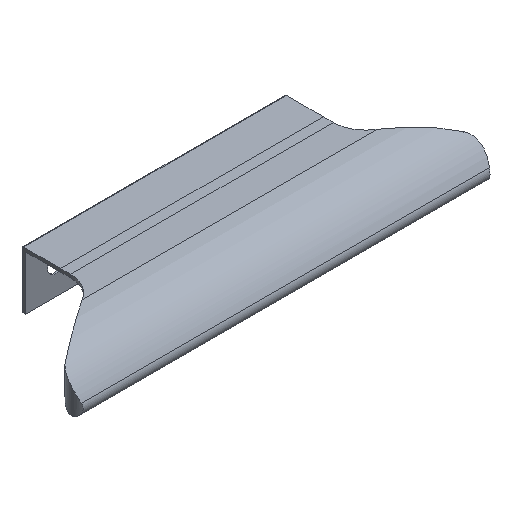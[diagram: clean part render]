
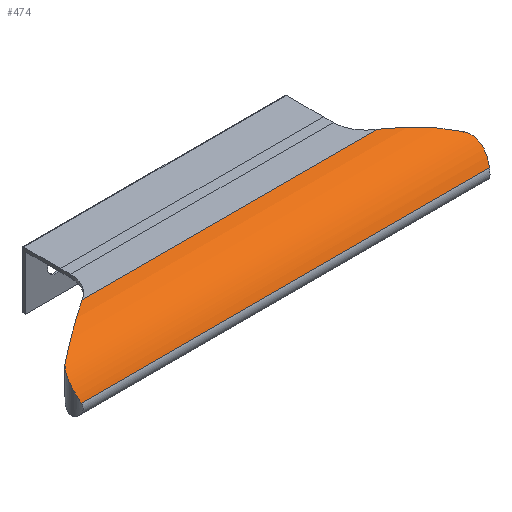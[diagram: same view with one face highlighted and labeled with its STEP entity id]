
A CAD part, isometric view. The second image highlights one B-rep face of the part: STEP entity #474.
In plain terms, the highlighted cylindrical face has radius 19.893 mm (diameter 39.786 mm), a partial arc.
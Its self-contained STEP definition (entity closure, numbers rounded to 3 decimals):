
#19=B_SPLINE_CURVE_WITH_KNOTS('',3,(#825,#826,#827,#828,#829,#830,#831,
#832,#833,#834,#835,#836,#837,#838,#839,#840,#841,#842,#843,#844,#845,#846),
 .UNSPECIFIED.,.F.,.F.,(4,2,2,2,2,2,2,2,2,2,4),(33.219,33.366,
35.062,36.758,37.716,38.673,39.63,
40.587,41.562,42.538,43.47),
 .UNSPECIFIED.);
#20=B_SPLINE_CURVE_WITH_KNOTS('',3,(#851,#852,#853,#854,#855,#856,#857,
#858,#859,#860,#861,#862,#863,#864,#865,#866,#867,#868,#869,#870,#871,#872),
 .UNSPECIFIED.,.F.,.F.,(4,2,2,2,2,2,2,2,2,2,4),(49.294,50.226,
51.201,52.176,53.134,54.091,55.048,
56.005,57.701,59.397,59.544),
 .UNSPECIFIED.);
#25=ELLIPSE('',#538,35.579,19.893);
#26=ELLIPSE('',#539,35.579,19.893);
#31=CYLINDRICAL_SURFACE('',#537,19.893);
#75=FACE_OUTER_BOUND('',#106,.T.);
#106=EDGE_LOOP('',(#415,#416,#417,#418,#419,#420));
#148=LINE('',#818,#189);
#150=LINE('',#873,#191);
#189=VECTOR('',#651,1.);
#191=VECTOR('',#661,1.);
#245=VERTEX_POINT('',#815);
#246=VERTEX_POINT('',#817);
#248=VERTEX_POINT('',#823);
#249=VERTEX_POINT('',#824);
#250=VERTEX_POINT('',#848);
#251=VERTEX_POINT('',#850);
#305=EDGE_CURVE('',#245,#246,#148,.T.);
#308=EDGE_CURVE('',#248,#249,#19,.T.);
#309=EDGE_CURVE('',#249,#246,#25,.T.);
#310=EDGE_CURVE('',#245,#250,#26,.T.);
#311=EDGE_CURVE('',#250,#251,#20,.T.);
#312=EDGE_CURVE('',#251,#248,#150,.T.);
#415=ORIENTED_EDGE('',*,*,#308,.T.);
#416=ORIENTED_EDGE('',*,*,#309,.T.);
#417=ORIENTED_EDGE('',*,*,#305,.F.);
#418=ORIENTED_EDGE('',*,*,#310,.T.);
#419=ORIENTED_EDGE('',*,*,#311,.T.);
#420=ORIENTED_EDGE('',*,*,#312,.T.);
#474=ADVANCED_FACE('',(#75),#31,.T.);
#537=AXIS2_PLACEMENT_3D('',#822,#655,#656);
#538=AXIS2_PLACEMENT_3D('',#847,#657,#658);
#539=AXIS2_PLACEMENT_3D('',#849,#659,#660);
#651=DIRECTION('',(1.,0.,0.));
#655=DIRECTION('center_axis',(-1.,0.,0.));
#656=DIRECTION('ref_axis',(0.,-0.516,0.857));
#657=DIRECTION('center_axis',(-0.559,-0.829,0.));
#658=DIRECTION('ref_axis',(0.829,-0.559,0.));
#659=DIRECTION('center_axis',(0.559,-0.829,0.));
#660=DIRECTION('ref_axis',(-0.829,-0.559,0.));
#661=DIRECTION('',(1.,0.,0.));
#815=CARTESIAN_POINT('',(-617.043,-377.755,2996.57));
#817=CARTESIAN_POINT('',(-523.979,-377.755,2996.57));
#818=CARTESIAN_POINT('',(-617.043,-377.755,2996.57));
#822=CARTESIAN_POINT('Origin',(-638.511,-377.755,2976.677));
#823=CARTESIAN_POINT('',(-506.166,-395.343,2985.972));
#824=CARTESIAN_POINT('',(-507.715,-388.723,2993.273));
#825=CARTESIAN_POINT('Ctrl Pts',(-506.166,-395.343,2985.972));
#826=CARTESIAN_POINT('Ctrl Pts',(-506.153,-395.32,2986.014));
#827=CARTESIAN_POINT('Ctrl Pts',(-506.14,-395.298,2986.057));
#828=CARTESIAN_POINT('Ctrl Pts',(-505.983,-395.011,2986.59));
#829=CARTESIAN_POINT('Ctrl Pts',(-505.857,-394.725,2987.072));
#830=CARTESIAN_POINT('Ctrl Pts',(-505.657,-394.113,2988.011));
#831=CARTESIAN_POINT('Ctrl Pts',(-505.583,-393.786,2988.469));
#832=CARTESIAN_POINT('Ctrl Pts',(-505.521,-393.243,2989.165));
#833=CARTESIAN_POINT('Ctrl Pts',(-505.508,-393.031,2989.424));
#834=CARTESIAN_POINT('Ctrl Pts',(-505.514,-392.586,2989.939));
#835=CARTESIAN_POINT('Ctrl Pts',(-505.531,-392.353,2990.196));
#836=CARTESIAN_POINT('Ctrl Pts',(-505.604,-391.876,2990.693));
#837=CARTESIAN_POINT('Ctrl Pts',(-505.659,-391.632,2990.934));
#838=CARTESIAN_POINT('Ctrl Pts',(-505.808,-391.151,2991.387));
#839=CARTESIAN_POINT('Ctrl Pts',(-505.902,-390.913,2991.6));
#840=CARTESIAN_POINT('Ctrl Pts',(-506.125,-390.454,2991.993));
#841=CARTESIAN_POINT('Ctrl Pts',(-506.271,-390.201,2992.199));
#842=CARTESIAN_POINT('Ctrl Pts',(-506.62,-389.713,2992.578));
#843=CARTESIAN_POINT('Ctrl Pts',(-506.825,-389.477,2992.751));
#844=CARTESIAN_POINT('Ctrl Pts',(-507.234,-389.081,2993.033));
#845=CARTESIAN_POINT('Ctrl Pts',(-507.463,-388.893,2993.161));
#846=CARTESIAN_POINT('Ctrl Pts',(-507.715,-388.723,2993.273));
#847=CARTESIAN_POINT('Origin',(-523.979,-377.755,2976.677));
#848=CARTESIAN_POINT('',(-633.306,-388.723,2993.273));
#849=CARTESIAN_POINT('Origin',(-617.043,-377.755,2976.677));
#850=CARTESIAN_POINT('',(-634.855,-395.343,2985.972));
#851=CARTESIAN_POINT('Ctrl Pts',(-633.306,-388.723,2993.273));
#852=CARTESIAN_POINT('Ctrl Pts',(-633.559,-388.893,2993.161));
#853=CARTESIAN_POINT('Ctrl Pts',(-633.787,-389.081,2993.033));
#854=CARTESIAN_POINT('Ctrl Pts',(-634.197,-389.477,2992.751));
#855=CARTESIAN_POINT('Ctrl Pts',(-634.401,-389.713,2992.578));
#856=CARTESIAN_POINT('Ctrl Pts',(-634.75,-390.201,2992.199));
#857=CARTESIAN_POINT('Ctrl Pts',(-634.896,-390.454,2991.993));
#858=CARTESIAN_POINT('Ctrl Pts',(-635.119,-390.913,2991.6));
#859=CARTESIAN_POINT('Ctrl Pts',(-635.213,-391.151,2991.387));
#860=CARTESIAN_POINT('Ctrl Pts',(-635.362,-391.632,2990.934));
#861=CARTESIAN_POINT('Ctrl Pts',(-635.417,-391.876,2990.693));
#862=CARTESIAN_POINT('Ctrl Pts',(-635.49,-392.353,2990.196));
#863=CARTESIAN_POINT('Ctrl Pts',(-635.508,-392.586,2989.939));
#864=CARTESIAN_POINT('Ctrl Pts',(-635.513,-393.031,2989.424));
#865=CARTESIAN_POINT('Ctrl Pts',(-635.5,-393.243,2989.165));
#866=CARTESIAN_POINT('Ctrl Pts',(-635.438,-393.786,2988.469));
#867=CARTESIAN_POINT('Ctrl Pts',(-635.364,-394.113,2988.011));
#868=CARTESIAN_POINT('Ctrl Pts',(-635.164,-394.725,2987.072));
#869=CARTESIAN_POINT('Ctrl Pts',(-635.038,-395.011,2986.59));
#870=CARTESIAN_POINT('Ctrl Pts',(-634.881,-395.298,2986.057));
#871=CARTESIAN_POINT('Ctrl Pts',(-634.868,-395.32,2986.014));
#872=CARTESIAN_POINT('Ctrl Pts',(-634.855,-395.343,2985.972));
#873=CARTESIAN_POINT('',(-634.855,-395.343,2985.972));
